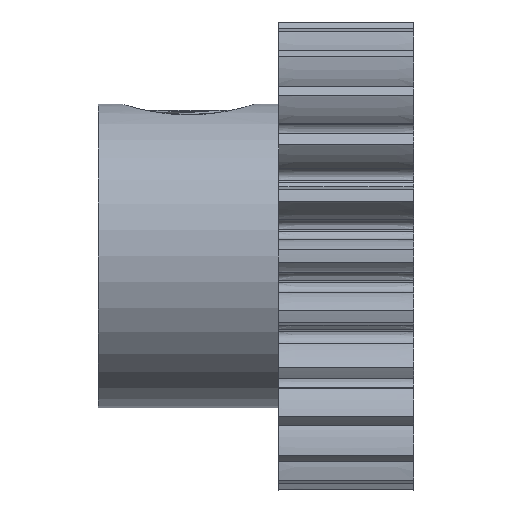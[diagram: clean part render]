
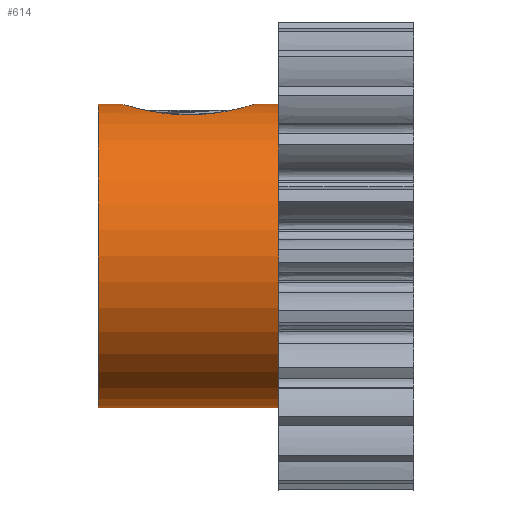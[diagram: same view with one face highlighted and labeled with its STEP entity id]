
A CAD part, left-side view. The second image highlights one B-rep face of the part: STEP entity #614.
In plain terms, the highlighted cylindrical face has radius 6.75 mm (diameter 13.5 mm), a full revolution.
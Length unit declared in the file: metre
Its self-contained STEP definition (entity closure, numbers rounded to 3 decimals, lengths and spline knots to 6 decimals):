
#614 = ADVANCED_FACE( '', ( #1286, #1287, #1288 ), #1289, .T. );
#1286 = FACE_OUTER_BOUND( '', #2588, .T. );
#1287 = FACE_OUTER_BOUND( '', #2589, .T. );
#1288 = FACE_BOUND( '', #2590, .T. );
#1289 = CYLINDRICAL_SURFACE( '', #2591, 0.00675 );
#2588 = EDGE_LOOP( '', ( #4847 ) );
#2589 = EDGE_LOOP( '', ( #4848 ) );
#2590 = EDGE_LOOP( '', ( #4849 ) );
#2591 = AXIS2_PLACEMENT_3D( '', #4850, #4851, #4852 );
#4847 = ORIENTED_EDGE( '', *, *, #6865, .T. );
#4848 = ORIENTED_EDGE( '', *, *, #6866, .F. );
#4849 = ORIENTED_EDGE( '', *, *, #6867, .F. );
#4850 = CARTESIAN_POINT( '', ( 0., 0.008, 0. ) );
#4851 = DIRECTION( '', ( 0., 1., 0. ) );
#4852 = DIRECTION( '', ( 1., 0., 0. ) );
#6865 = EDGE_CURVE( '', #8170, #8170, #8171, .T. );
#6866 = EDGE_CURVE( '', #8172, #8172, #8173, .T. );
#6867 = EDGE_CURVE( '', #8174, #8174, #8175, .T. );
#8170 = VERTEX_POINT( '', #11778 );
#8171 = CIRCLE( '', #11779, 0.00675 );
#8172 = VERTEX_POINT( '', #11780 );
#8173 = CIRCLE( '', #11781, 0.00675 );
#8174 = VERTEX_POINT( '', #11782 );
#8175 = B_SPLINE_CURVE_WITH_KNOTS( '', 3, ( #11783, #11784, #11785, #11786, #11787, #11788, #11789, #11790, #11791, #11792, #11793, #11794, #11795, #11796, #11797, #11798, #11799, #11800, #11801, #11802, #11803, #11804, #11805, #11806, #11807, #11808, #11809, #11810, #11811, #11812, #11813, #11814, #11815, #11816, #11817, #11818, #11819, #11820, #11821, #11822, #11823, #11824, #11825, #11826, #11827, #11828, #11829, #11830, #11831, #11832, #11833, #11834 ), .UNSPECIFIED., .T., .F., ( 2, 2, 2, 2, 2, 2, 2, 2, 2, 2, 2, 2, 2, 2, 2, 2, 2, 2, 2, 2, 2, 2, 2, 2, 2, 2, 2, 2 ), ( -0.001069, 0., 0.001069, 0.002138, 0.003206, 0.004275, 0.00481, 0.005344, 0.005879, 0.006413, 0.006947, 0.007482, 0.008551, 0.009085, 0.009619, 0.010154, 0.010688, 0.011223, 0.011757, 0.012291, 0.012826, 0.013895, 0.014429, 0.014964, 0.015498, 0.016032, 0.017101, 0.01817 ), .UNSPECIFIED. );
#11778 = CARTESIAN_POINT( '', ( -0.00675, 0., 0. ) );
#11779 = AXIS2_PLACEMENT_3D( '', #13455, #13456, #13457 );
#11780 = CARTESIAN_POINT( '', ( -0.00675, 0.008, 0. ) );
#11781 = AXIS2_PLACEMENT_3D( '', #13458, #13459, #13460 );
#11782 = CARTESIAN_POINT( '', ( -0.001836, 0.005979, 0.006495 ) );
#11783 = CARTESIAN_POINT( '', ( -0.00162, 0.006262, 0.006557 ) );
#11784 = CARTESIAN_POINT( '', ( -0.002052, 0.005695, 0.006434 ) );
#11785 = CARTESIAN_POINT( '', ( -0.002211, 0.005381, 0.006379 ) );
#11786 = CARTESIAN_POINT( '', ( -0.00243, 0.004698, 0.006299 ) );
#11787 = CARTESIAN_POINT( '', ( -0.002483, 0.004344, 0.006277 ) );
#11788 = CARTESIAN_POINT( '', ( -0.00248, 0.003624, 0.006278 ) );
#11789 = CARTESIAN_POINT( '', ( -0.002423, 0.003272, 0.006301 ) );
#11790 = CARTESIAN_POINT( '', ( -0.002199, 0.002591, 0.006383 ) );
#11791 = CARTESIAN_POINT( '', ( -0.002037, 0.002279, 0.006439 ) );
#11792 = CARTESIAN_POINT( '', ( -0.001709, 0.001857, 0.006531 ) );
#11793 = CARTESIAN_POINT( '', ( -0.001588, 0.001729, 0.006562 ) );
#11794 = CARTESIAN_POINT( '', ( -0.001322, 0.001498, 0.006621 ) );
#11795 = CARTESIAN_POINT( '', ( -0.001175, 0.001394, 0.006649 ) );
#11796 = CARTESIAN_POINT( '', ( -0.000863, 0.001225, 0.006697 ) );
#11797 = CARTESIAN_POINT( '', ( -0.000698, 0.001159, 0.006716 ) );
#11798 = CARTESIAN_POINT( '', ( -0.000348, 0.001068, 0.006743 ) );
#11799 = CARTESIAN_POINT( '', ( -0.000171, 0.001045, 0.00675 ) );
#11800 = CARTESIAN_POINT( '', ( 0.000187, 0.001047, 0.00675 ) );
#11801 = CARTESIAN_POINT( '', ( 0.000369, 0.001072, 0.006742 ) );
#11802 = CARTESIAN_POINT( '', ( 0.000713, 0.001164, 0.006714 ) );
#11803 = CARTESIAN_POINT( '', ( 0.000881, 0.001233, 0.006694 ) );
#11804 = CARTESIAN_POINT( '', ( 0.001348, 0.001492, 0.006622 ) );
#11805 = CARTESIAN_POINT( '', ( 0.001617, 0.001734, 0.006557 ) );
#11806 = CARTESIAN_POINT( '', ( 0.001939, 0.002156, 0.006466 ) );
#11807 = CARTESIAN_POINT( '', ( 0.002035, 0.002308, 0.006437 ) );
#11808 = CARTESIAN_POINT( '', ( 0.002197, 0.002622, 0.006383 ) );
#11809 = CARTESIAN_POINT( '', ( 0.002264, 0.002786, 0.006359 ) );
#11810 = CARTESIAN_POINT( '', ( 0.002374, 0.003127, 0.006319 ) );
#11811 = CARTESIAN_POINT( '', ( 0.002415, 0.003302, 0.006303 ) );
#11812 = CARTESIAN_POINT( '', ( 0.002469, 0.003654, 0.006282 ) );
#11813 = CARTESIAN_POINT( '', ( 0.002482, 0.003832, 0.006277 ) );
#11814 = CARTESIAN_POINT( '', ( 0.002481, 0.004192, 0.006278 ) );
#11815 = CARTESIAN_POINT( '', ( 0.002466, 0.004372, 0.006284 ) );
#11816 = CARTESIAN_POINT( '', ( 0.002409, 0.004724, 0.006305 ) );
#11817 = CARTESIAN_POINT( '', ( 0.002368, 0.004896, 0.006321 ) );
#11818 = CARTESIAN_POINT( '', ( 0.002256, 0.005236, 0.006362 ) );
#11819 = CARTESIAN_POINT( '', ( 0.002186, 0.005401, 0.006387 ) );
#11820 = CARTESIAN_POINT( '', ( 0.002022, 0.005713, 0.006441 ) );
#11821 = CARTESIAN_POINT( '', ( 0.001928, 0.005861, 0.00647 ) );
#11822 = CARTESIAN_POINT( '', ( 0.001601, 0.006281, 0.006561 ) );
#11823 = CARTESIAN_POINT( '', ( 0.001332, 0.00652, 0.006625 ) );
#11824 = CARTESIAN_POINT( '', ( 0.000861, 0.006776, 0.006697 ) );
#11825 = CARTESIAN_POINT( '', ( 0.000696, 0.006842, 0.006716 ) );
#11826 = CARTESIAN_POINT( '', ( 0.000348, 0.006932, 0.006743 ) );
#11827 = CARTESIAN_POINT( '', ( 0.000168, 0.006955, 0.00675 ) );
#11828 = CARTESIAN_POINT( '', ( -0.00019, 0.006953, 0.00675 ) );
#11829 = CARTESIAN_POINT( '', ( -0.000371, 0.006928, 0.006742 ) );
#11830 = CARTESIAN_POINT( '', ( -0.000716, 0.006834, 0.006714 ) );
#11831 = CARTESIAN_POINT( '', ( -0.000884, 0.006765, 0.006694 ) );
#11832 = CARTESIAN_POINT( '', ( -0.001352, 0.006505, 0.006621 ) );
#11833 = CARTESIAN_POINT( '', ( -0.00162, 0.006262, 0.006557 ) );
#11834 = CARTESIAN_POINT( '', ( -0.002052, 0.005695, 0.006434 ) );
#13455 = CARTESIAN_POINT( '', ( 0., 0., 0. ) );
#13456 = DIRECTION( '', ( 0., 1., 0. ) );
#13457 = DIRECTION( '', ( -1., 0., 0. ) );
#13458 = CARTESIAN_POINT( '', ( 0., 0.008, 0. ) );
#13459 = DIRECTION( '', ( 0., 1., 0. ) );
#13460 = DIRECTION( '', ( -1., 0., 0. ) );
